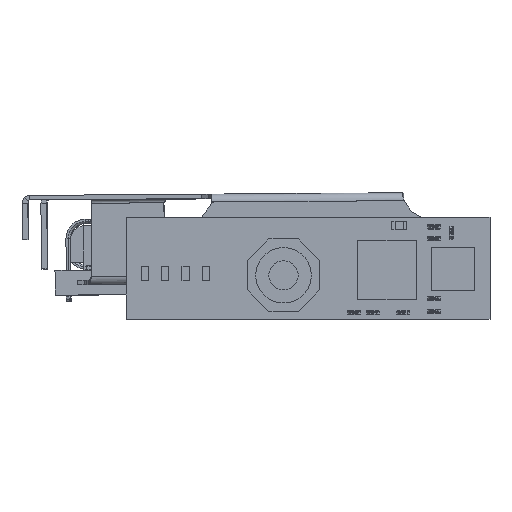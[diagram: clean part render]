
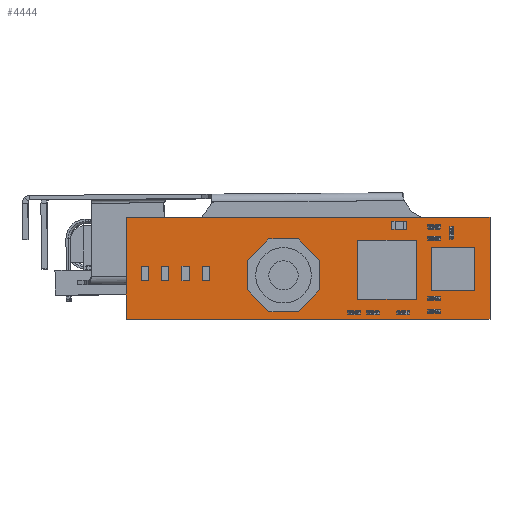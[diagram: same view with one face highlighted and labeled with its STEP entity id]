
A CAD part, top view. The second image highlights one B-rep face of the part: STEP entity #4444.
In plain terms, the highlighted planar face has unit normal (0, 0, 1).
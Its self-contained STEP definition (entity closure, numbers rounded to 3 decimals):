
#4444 = ADVANCED_FACE('',(#4445),#4479,.F.);
#4445 = FACE_BOUND('',#4446,.T.);
#4446 = EDGE_LOOP('',(#4447,#4457,#4465,#4473));
#4447 = ORIENTED_EDGE('',*,*,#4448,.T.);
#4448 = EDGE_CURVE('',#4449,#4451,#4453,.T.);
#4449 = VERTEX_POINT('',#4450);
#4450 = CARTESIAN_POINT('',(207.765,7.006,0.02)
  );
#4451 = VERTEX_POINT('',#4452);
#4452 = CARTESIAN_POINT('',(207.765,0.006,
    0.02));
#4453 = LINE('',#4454,#4455);
#4454 = CARTESIAN_POINT('',(207.765,7.006,0.02)
  );
#4455 = VECTOR('',#4456,1.);
#4456 = DIRECTION('',(0.,-1.,0.));
#4457 = ORIENTED_EDGE('',*,*,#4458,.T.);
#4458 = EDGE_CURVE('',#4451,#4459,#4461,.T.);
#4459 = VERTEX_POINT('',#4460);
#4460 = CARTESIAN_POINT('',(232.783,0.006,
    0.02));
#4461 = LINE('',#4462,#4463);
#4462 = CARTESIAN_POINT('',(207.765,0.006,
    0.02));
#4463 = VECTOR('',#4464,1.);
#4464 = DIRECTION('',(1.,0.,-0.));
#4465 = ORIENTED_EDGE('',*,*,#4466,.T.);
#4466 = EDGE_CURVE('',#4459,#4467,#4469,.T.);
#4467 = VERTEX_POINT('',#4468);
#4468 = CARTESIAN_POINT('',(232.783,7.006,0.02)
  );
#4469 = LINE('',#4470,#4471);
#4470 = CARTESIAN_POINT('',(232.783,0.006,
    0.02));
#4471 = VECTOR('',#4472,1.);
#4472 = DIRECTION('',(0.,1.,-0.));
#4473 = ORIENTED_EDGE('',*,*,#4474,.T.);
#4474 = EDGE_CURVE('',#4467,#4449,#4475,.T.);
#4475 = LINE('',#4476,#4477);
#4476 = CARTESIAN_POINT('',(232.783,7.006,0.02)
  );
#4477 = VECTOR('',#4478,1.);
#4478 = DIRECTION('',(-1.,0.,0.));
#4479 = PLANE('',#4480);
#4480 = AXIS2_PLACEMENT_3D('',#4481,#4482,#4483);
#4481 = CARTESIAN_POINT('',(220.274,3.506,0.02)
  );
#4482 = DIRECTION('',(-0.,-0.,-1.));
#4483 = DIRECTION('',(-1.,0.,0.));
